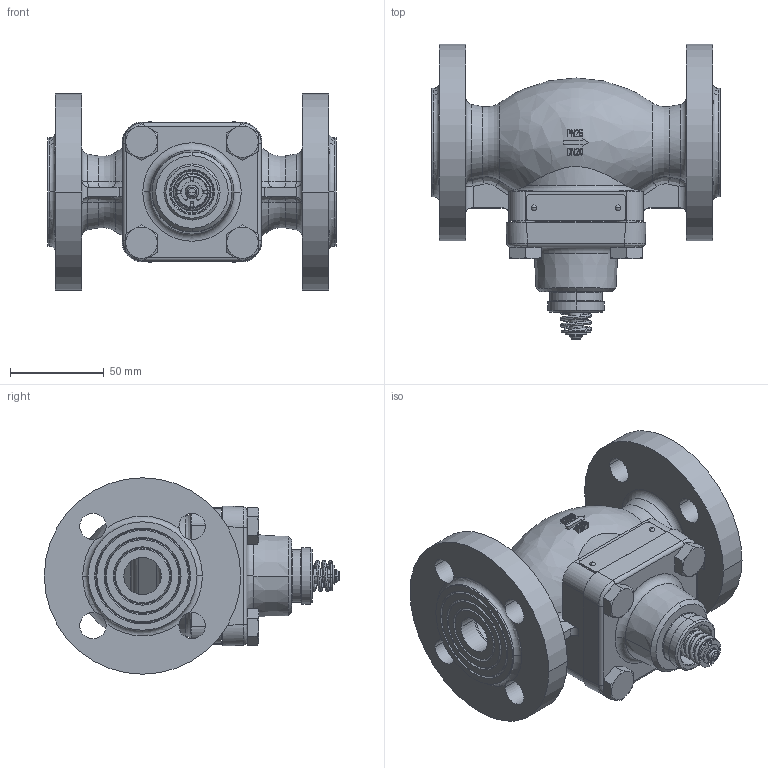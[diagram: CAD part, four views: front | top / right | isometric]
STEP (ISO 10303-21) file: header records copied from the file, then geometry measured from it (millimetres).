
FILE_DESCRIPTION((''),'2;1');
FILE_NAME('065B2057','2012-05-07T',('U258099'),('Danfoss'),'PRO/ENGINEER BY PARAMETRIC TECHNOLOGY CORPORATION, 2010370','PRO/ENGINEER BY PARAMETRIC TECHNOLOGY CORPORATION, 2010370','');
FILE_SCHEMA(('CONFIG_CONTROL_DESIGN'));
Products named in the file (1): 065B2057
Bounding box: 154 x 157.9 x 105 mm (x, y, z)
Volume: 573107.4 mm3; surface area: 140222.1 mm2
Topology: 1 solids, 1 shells, 1127 faces, 2937 edges, 1854 vertices
Faces by surface type: plane 629, cylinder 221, torus 98, cone 98, bspline 61, sphere 20
Entity records: 47827 total; most frequent: CARTESIAN_POINT 20916, ORIENTED_EDGE 5842, DIRECTION 5299, EDGE_CURVE 2921, AXIS2_PLACEMENT_3D 1940, VERTEX_POINT 1854, VECTOR 1419, LINE 1419
